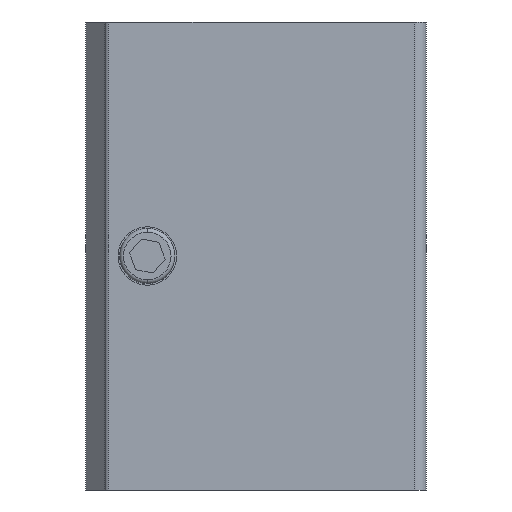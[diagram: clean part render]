
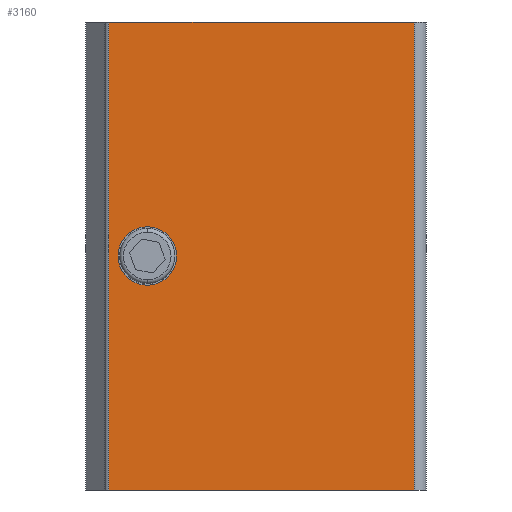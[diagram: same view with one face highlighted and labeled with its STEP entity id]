
A CAD part, left-side view. The second image highlights one B-rep face of the part: STEP entity #3160.
In plain terms, the highlighted planar face has unit normal (-1, 0, 0).
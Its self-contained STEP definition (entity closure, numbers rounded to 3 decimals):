
#21 = ORIENTED_EDGE ( 'NONE', *, *, #1243, .T. ) ;
#32 = DIRECTION ( 'NONE',  ( -1., 0., 0. ) ) ;
#72 = VERTEX_POINT ( 'NONE', #2907 ) ;
#100 = EDGE_CURVE ( 'NONE', #2431, #2213, #2901, .T. ) ;
#194 = CARTESIAN_POINT ( 'NONE',  ( 0., 54.568, -30. ) ) ;
#350 = EDGE_LOOP ( 'NONE', ( #21, #2789, #525, #3935 ) ) ;
#373 = CARTESIAN_POINT ( 'NONE',  ( 0., 49.642, 0. ) ) ;
#380 = CARTESIAN_POINT ( 'NONE',  ( 0., 49.642, 0. ) ) ;
#473 = CIRCLE ( 'NONE', #938, 3.75 ) ;
#512 = LINE ( 'NONE', #1900, #671 ) ;
#525 = ORIENTED_EDGE ( 'NONE', *, *, #708, .F. ) ;
#559 = AXIS2_PLACEMENT_3D ( 'NONE', #3748, #3111, #1610 ) ;
#626 = CARTESIAN_POINT ( 'NONE',  ( 0., 54.568, 30. ) ) ;
#653 = DIRECTION ( 'NONE',  ( 0., -1., 0. ) ) ;
#671 = VECTOR ( 'NONE', #653, 1000. ) ;
#708 = EDGE_CURVE ( 'NONE', #72, #2051, #512, .T. ) ;
#712 = CARTESIAN_POINT ( 'NONE',  ( 0., 15.392, 30. ) ) ;
#786 = CARTESIAN_POINT ( 'NONE',  ( 0., 15.392, -30. ) ) ;
#860 = EDGE_CURVE ( 'NONE', #2213, #2431, #473, .T. ) ;
#938 = AXIS2_PLACEMENT_3D ( 'NONE', #380, #2281, #2297 ) ;
#1181 = ORIENTED_EDGE ( 'NONE', *, *, #860, .F. ) ;
#1216 = FACE_OUTER_BOUND ( 'NONE', #350, .T. ) ;
#1243 = EDGE_CURVE ( 'NONE', #3900, #2440, #1344, .T. ) ;
#1322 = CARTESIAN_POINT ( 'NONE',  ( 0., 15.392, -30. ) ) ;
#1344 = LINE ( 'NONE', #1322, #3508 ) ;
#1364 = DIRECTION ( 'NONE',  ( 0., -1., 0. ) ) ;
#1514 = EDGE_LOOP ( 'NONE', ( #1181, #2171 ) ) ;
#1570 = PLANE ( 'NONE',  #559 ) ;
#1610 = DIRECTION ( 'NONE',  ( 0., 1., 0. ) ) ;
#1900 = CARTESIAN_POINT ( 'NONE',  ( 0., 15.392, 30. ) ) ;
#2051 = VERTEX_POINT ( 'NONE', #2448 ) ;
#2171 = ORIENTED_EDGE ( 'NONE', *, *, #100, .F. ) ;
#2176 = DIRECTION ( 'NONE',  ( 0., 0., -1. ) ) ;
#2213 = VERTEX_POINT ( 'NONE', #2672 ) ;
#2281 = DIRECTION ( 'NONE',  ( -1., 0., 0. ) ) ;
#2297 = DIRECTION ( 'NONE',  ( 0., -1., 0. ) ) ;
#2431 = VERTEX_POINT ( 'NONE', #3326 ) ;
#2440 = VERTEX_POINT ( 'NONE', #786 ) ;
#2448 = CARTESIAN_POINT ( 'NONE',  ( 0., 15.392, 30. ) ) ;
#2550 = DIRECTION ( 'NONE',  ( 0., 0., -1. ) ) ;
#2669 = VECTOR ( 'NONE', #2550, 1000. ) ;
#2672 = CARTESIAN_POINT ( 'NONE',  ( 0., 45.892, 0. ) ) ;
#2777 = EDGE_CURVE ( 'NONE', #72, #3900, #3774, .T. ) ;
#2789 = ORIENTED_EDGE ( 'NONE', *, *, #3750, .F. ) ;
#2901 = CIRCLE ( 'NONE', #2966, 3.75 ) ;
#2907 = CARTESIAN_POINT ( 'NONE',  ( 0., 54.568, 30. ) ) ;
#2966 = AXIS2_PLACEMENT_3D ( 'NONE', #373, #32, #3215 ) ;
#3111 = DIRECTION ( 'NONE',  ( 1., 0., 0. ) ) ;
#3129 = VECTOR ( 'NONE', #2176, 1000. ) ;
#3160 = ADVANCED_FACE ( 'NONE', ( #3710, #1216 ), #1570, .F. ) ;
#3215 = DIRECTION ( 'NONE',  ( 0., -1., 0. ) ) ;
#3326 = CARTESIAN_POINT ( 'NONE',  ( 0., 53.392, 0. ) ) ;
#3508 = VECTOR ( 'NONE', #1364, 1000. ) ;
#3710 = FACE_BOUND ( 'NONE', #1514, .T. ) ;
#3748 = CARTESIAN_POINT ( 'NONE',  ( 0., 15.392, 30. ) ) ;
#3750 = EDGE_CURVE ( 'NONE', #2051, #2440, #3844, .T. ) ;
#3774 = LINE ( 'NONE', #626, #3129 ) ;
#3844 = LINE ( 'NONE', #712, #2669 ) ;
#3900 = VERTEX_POINT ( 'NONE', #194 ) ;
#3935 = ORIENTED_EDGE ( 'NONE', *, *, #2777, .T. ) ;
